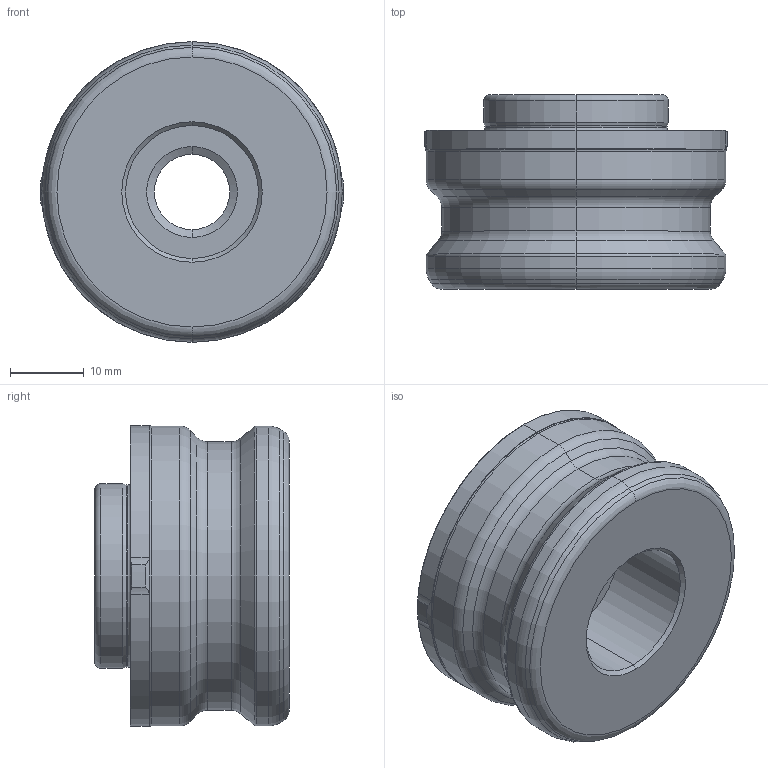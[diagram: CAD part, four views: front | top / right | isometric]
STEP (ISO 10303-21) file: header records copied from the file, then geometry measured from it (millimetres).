
FILE_DESCRIPTION (( 'STEP AP203' ), '1' );
FILE_NAME ('STARK_8000 301_A.STEP', '2015-05-26T09:02:50', ( '' ), ( '' ), 'SwSTEP 2.0', 'SolidWorks 2015', '' );
FILE_SCHEMA (( 'CONFIG_CONTROL_DESIGN' ));
Length unit declared in the file: millimetre
Products named in the file (1): STARK_8000 301_A
Bounding box: 40.99 x 26.3 x 40.7 mm (x, y, z)
Volume: 23850.9 mm3; surface area: 6561.4 mm2
Topology: 1 solids, 1 shells, 69 faces, 147 edges, 82 vertices
Faces by surface type: cylinder 23, torus 22, cone 20, plane 4
Entity records: 1958 total; most frequent: DIRECTION 375, CARTESIAN_POINT 339, ORIENTED_EDGE 294, AXIS2_PLACEMENT_3D 166, EDGE_CURVE 147, CIRCLE 96, VERTEX_POINT 82, EDGE_LOOP 73
